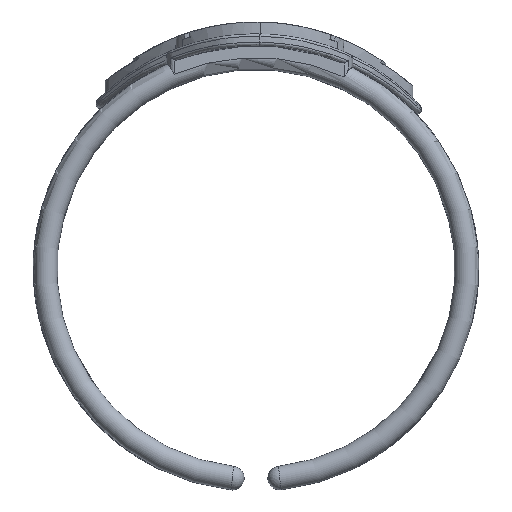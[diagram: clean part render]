
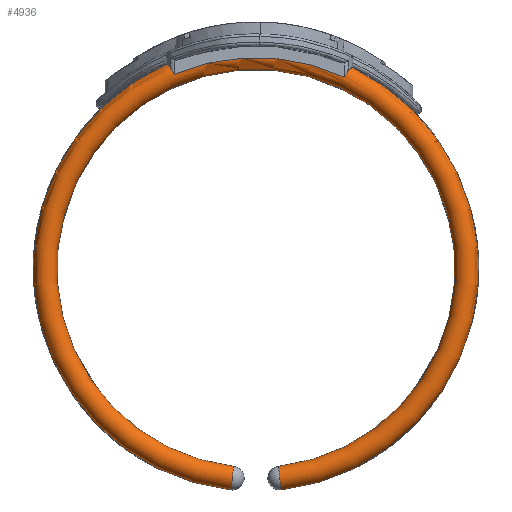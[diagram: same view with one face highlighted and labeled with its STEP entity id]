
A CAD part, front view. The second image highlights one B-rep face of the part: STEP entity #4936.
In plain terms, the highlighted toroidal (fillet/blend) face has major radius 8.875 mm and minor radius 0.5 mm.
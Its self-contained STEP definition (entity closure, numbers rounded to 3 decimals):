
#738=TOROIDAL_SURFACE('',#5268,8.875,0.5);
#815=FACE_OUTER_BOUND('',#1134,.T.);
#1134=EDGE_LOOP('',(#3254,#3255,#3256,#3257,#3258,#3259,#3260,#3261,#3262,
#3263,#3264));
#1486=B_SPLINE_CURVE_WITH_KNOTS('',3,(#7512,#7513,#7514,#7515,#7516,#7517,
#7518,#7519,#7520,#7521,#7522,#7523,#7524,#7525,#7526,#7527,#7528,#7529,
#7530,#7531,#7532,#7533,#7534,#7535,#7536),.UNSPECIFIED.,.F.,.F.,(4,3,3,
3,3,3,3,3,4),(-0.029,-0.029,-0.023,
-0.016,-0.015,-0.009,-0.004,
-0.001,0.),.UNSPECIFIED.);
#1487=B_SPLINE_CURVE_WITH_KNOTS('',3,(#7540,#7541,#7542,#7543,#7544,#7545,
#7546,#7547,#7548,#7549,#7550,#7551,#7552,#7553,#7554,#7555,#7556,#7557,
#7558,#7559,#7560,#7561),.UNSPECIFIED.,.F.,.F.,(4,3,3,3,3,3,3,4),(-0.029,
-0.024,-0.018,-0.015,-0.009,
-0.002,0.,0.),.UNSPECIFIED.);
#1488=B_SPLINE_CURVE_WITH_KNOTS('',3,(#7563,#7564,#7565,#7566,#7567,#7568,
#7569,#7570,#7571,#7572),.UNSPECIFIED.,.F.,.F.,(4,2,2,2,4),(-0.183,
-0.173,-0.156,-0.142,-0.137),
 .UNSPECIFIED.);
#1489=B_SPLINE_CURVE_WITH_KNOTS('',3,(#7585,#7586,#7587,#7588,#7589,#7590,
#7591,#7592),.UNSPECIFIED.,.F.,.F.,(4,2,2,4),(-0.19,-0.179,
-0.16,-0.144),.UNSPECIFIED.);
#1748=CIRCLE('',#5269,8.875);
#1749=CIRCLE('',#5270,9.375);
#1750=CIRCLE('',#5271,0.5);
#1751=CIRCLE('',#5272,8.375);
#1752=CIRCLE('',#5273,0.5);
#1753=CIRCLE('',#5274,0.5);
#1754=CIRCLE('',#5275,9.375);
#1940=VERTEX_POINT('',#7510);
#1941=VERTEX_POINT('',#7511);
#1942=VERTEX_POINT('',#7537);
#1943=VERTEX_POINT('',#7539);
#1944=VERTEX_POINT('',#7562);
#1945=VERTEX_POINT('',#7573);
#1946=VERTEX_POINT('',#7575);
#1947=VERTEX_POINT('',#7577);
#1948=VERTEX_POINT('',#7579);
#1949=VERTEX_POINT('',#7581);
#1950=VERTEX_POINT('',#7583);
#2438=EDGE_CURVE('',#1940,#1941,#1486,.T.);
#2439=EDGE_CURVE('',#1940,#1942,#1748,.T.);
#2440=EDGE_CURVE('',#1943,#1942,#1487,.T.);
#2441=EDGE_CURVE('',#1944,#1943,#1488,.T.);
#2442=EDGE_CURVE('',#1944,#1945,#1749,.T.);
#2443=EDGE_CURVE('',#1945,#1946,#1750,.T.);
#2444=EDGE_CURVE('',#1946,#1947,#1751,.T.);
#2445=EDGE_CURVE('',#1947,#1948,#1752,.T.);
#2446=EDGE_CURVE('',#1948,#1949,#1753,.T.);
#2447=EDGE_CURVE('',#1949,#1950,#1754,.T.);
#2448=EDGE_CURVE('',#1941,#1950,#1489,.T.);
#3254=ORIENTED_EDGE('',*,*,#2438,.F.);
#3255=ORIENTED_EDGE('',*,*,#2439,.T.);
#3256=ORIENTED_EDGE('',*,*,#2440,.F.);
#3257=ORIENTED_EDGE('',*,*,#2441,.F.);
#3258=ORIENTED_EDGE('',*,*,#2442,.T.);
#3259=ORIENTED_EDGE('',*,*,#2443,.T.);
#3260=ORIENTED_EDGE('',*,*,#2444,.T.);
#3261=ORIENTED_EDGE('',*,*,#2445,.T.);
#3262=ORIENTED_EDGE('',*,*,#2446,.T.);
#3263=ORIENTED_EDGE('',*,*,#2447,.T.);
#3264=ORIENTED_EDGE('',*,*,#2448,.F.);
#4936=ADVANCED_FACE('',(#815),#738,.T.);
#5268=AXIS2_PLACEMENT_3D('',#7509,#5765,#5766);
#5269=AXIS2_PLACEMENT_3D('',#7538,#5767,#5768);
#5270=AXIS2_PLACEMENT_3D('',#7574,#5769,#5770);
#5271=AXIS2_PLACEMENT_3D('',#7576,#5771,#5772);
#5272=AXIS2_PLACEMENT_3D('',#7578,#5773,#5774);
#5273=AXIS2_PLACEMENT_3D('',#7580,#5775,#5776);
#5274=AXIS2_PLACEMENT_3D('',#7582,#5777,#5778);
#5275=AXIS2_PLACEMENT_3D('',#7584,#5779,#5780);
#5765=DIRECTION('center_axis',(0.,1.,0.));
#5766=DIRECTION('ref_axis',(0.,0.,1.));
#5767=DIRECTION('center_axis',(0.,-1.,0.));
#5768=DIRECTION('ref_axis',(0.,0.,1.));
#5769=DIRECTION('center_axis',(0.,-1.,0.));
#5770=DIRECTION('ref_axis',(-0.992,0.,-0.13));
#5771=DIRECTION('center_axis',(-0.994,0.,0.113));
#5772=DIRECTION('ref_axis',(0.,-1.,0.));
#5773=DIRECTION('center_axis',(0.,1.,0.));
#5774=DIRECTION('ref_axis',(0.,0.,1.));
#5775=DIRECTION('center_axis',(0.994,0.,0.113));
#5776=DIRECTION('ref_axis',(0.,-1.,0.));
#5777=DIRECTION('center_axis',(0.994,0.,0.113));
#5778=DIRECTION('ref_axis',(0.,-1.,0.));
#5779=DIRECTION('center_axis',(0.,-1.,0.));
#5780=DIRECTION('ref_axis',(0.989,0.,-0.147));
#7509=CARTESIAN_POINT('Origin',(0.,-1.,0.));
#7510=CARTESIAN_POINT('',(3.705,-1.5,8.064));
#7511=CARTESIAN_POINT('',(3.87,-1.419,8.288));
#7512=CARTESIAN_POINT('Ctrl Pts',(3.705,-1.5,8.064));
#7513=CARTESIAN_POINT('Ctrl Pts',(3.706,-1.5,8.065));
#7514=CARTESIAN_POINT('Ctrl Pts',(3.706,-1.5,8.065));
#7515=CARTESIAN_POINT('Ctrl Pts',(3.706,-1.5,8.066));
#7516=CARTESIAN_POINT('Ctrl Pts',(3.72,-1.5,8.082));
#7517=CARTESIAN_POINT('Ctrl Pts',(3.733,-1.499,8.099));
#7518=CARTESIAN_POINT('Ctrl Pts',(3.746,-1.496,8.115));
#7519=CARTESIAN_POINT('Ctrl Pts',(3.759,-1.493,8.132));
#7520=CARTESIAN_POINT('Ctrl Pts',(3.772,-1.489,8.148));
#7521=CARTESIAN_POINT('Ctrl Pts',(3.784,-1.484,8.164));
#7522=CARTESIAN_POINT('Ctrl Pts',(3.787,-1.483,8.168));
#7523=CARTESIAN_POINT('Ctrl Pts',(3.79,-1.482,8.171));
#7524=CARTESIAN_POINT('Ctrl Pts',(3.793,-1.48,8.175));
#7525=CARTESIAN_POINT('Ctrl Pts',(3.804,-1.475,8.19));
#7526=CARTESIAN_POINT('Ctrl Pts',(3.814,-1.469,8.204));
#7527=CARTESIAN_POINT('Ctrl Pts',(3.825,-1.462,8.219));
#7528=CARTESIAN_POINT('Ctrl Pts',(3.834,-1.456,8.232));
#7529=CARTESIAN_POINT('Ctrl Pts',(3.843,-1.448,8.245));
#7530=CARTESIAN_POINT('Ctrl Pts',(3.851,-1.44,8.258));
#7531=CARTESIAN_POINT('Ctrl Pts',(3.857,-1.435,8.266));
#7532=CARTESIAN_POINT('Ctrl Pts',(3.862,-1.429,8.275));
#7533=CARTESIAN_POINT('Ctrl Pts',(3.867,-1.423,8.283));
#7534=CARTESIAN_POINT('Ctrl Pts',(3.868,-1.422,8.285));
#7535=CARTESIAN_POINT('Ctrl Pts',(3.869,-1.421,8.287));
#7536=CARTESIAN_POINT('Ctrl Pts',(3.87,-1.419,8.288));
#7537=CARTESIAN_POINT('',(-3.428,-1.5,8.186));
#7538=CARTESIAN_POINT('Origin',(0.,-1.5,0.));
#7539=CARTESIAN_POINT('',(-3.584,-1.419,8.416));
#7540=CARTESIAN_POINT('Ctrl Pts',(-3.584,-1.419,8.416));
#7541=CARTESIAN_POINT('Ctrl Pts',(-3.578,-1.429,8.403));
#7542=CARTESIAN_POINT('Ctrl Pts',(-3.57,-1.437,8.39));
#7543=CARTESIAN_POINT('Ctrl Pts',(-3.562,-1.445,8.377));
#7544=CARTESIAN_POINT('Ctrl Pts',(-3.554,-1.453,8.363));
#7545=CARTESIAN_POINT('Ctrl Pts',(-3.544,-1.461,8.348));
#7546=CARTESIAN_POINT('Ctrl Pts',(-3.535,-1.467,8.334));
#7547=CARTESIAN_POINT('Ctrl Pts',(-3.528,-1.471,8.325));
#7548=CARTESIAN_POINT('Ctrl Pts',(-3.522,-1.475,8.315));
#7549=CARTESIAN_POINT('Ctrl Pts',(-3.515,-1.478,8.306));
#7550=CARTESIAN_POINT('Ctrl Pts',(-3.504,-1.484,8.289));
#7551=CARTESIAN_POINT('Ctrl Pts',(-3.492,-1.489,8.273));
#7552=CARTESIAN_POINT('Ctrl Pts',(-3.48,-1.493,8.256));
#7553=CARTESIAN_POINT('Ctrl Pts',(-3.468,-1.496,8.239));
#7554=CARTESIAN_POINT('Ctrl Pts',(-3.455,-1.498,8.222));
#7555=CARTESIAN_POINT('Ctrl Pts',(-3.442,-1.499,8.205));
#7556=CARTESIAN_POINT('Ctrl Pts',(-3.438,-1.5,8.199));
#7557=CARTESIAN_POINT('Ctrl Pts',(-3.433,-1.5,8.193));
#7558=CARTESIAN_POINT('Ctrl Pts',(-3.429,-1.5,8.187));
#7559=CARTESIAN_POINT('Ctrl Pts',(-3.429,-1.5,8.187));
#7560=CARTESIAN_POINT('Ctrl Pts',(-3.428,-1.5,8.187));
#7561=CARTESIAN_POINT('Ctrl Pts',(-3.428,-1.5,8.186));
#7562=CARTESIAN_POINT('',(-3.766,-1.,8.585));
#7563=CARTESIAN_POINT('Ctrl Pts',(-3.766,-1.,
8.585));
#7564=CARTESIAN_POINT('Ctrl Pts',(-3.762,-1.038,8.587));
#7565=CARTESIAN_POINT('Ctrl Pts',(-3.754,-1.075,8.586));
#7566=CARTESIAN_POINT('Ctrl Pts',(-3.726,-1.173,8.574));
#7567=CARTESIAN_POINT('Ctrl Pts',(-3.701,-1.229,8.557));
#7568=CARTESIAN_POINT('Ctrl Pts',(-3.653,-1.317,8.514));
#7569=CARTESIAN_POINT('Ctrl Pts',(-3.63,-1.354,8.488));
#7570=CARTESIAN_POINT('Ctrl Pts',(-3.6,-1.398,8.443));
#7571=CARTESIAN_POINT('Ctrl Pts',(-3.592,-1.409,8.43));
#7572=CARTESIAN_POINT('Ctrl Pts',(-3.584,-1.419,8.416));
#7573=CARTESIAN_POINT('',(-1.056,-1.,-9.315));
#7574=CARTESIAN_POINT('Origin',(0.,-1.,0.));
#7575=CARTESIAN_POINT('',(-0.944,-1.,-8.322));
#7576=CARTESIAN_POINT('Origin',(-1.,-1.,-8.818));
#7577=CARTESIAN_POINT('',(0.944,-1.,-8.322));
#7578=CARTESIAN_POINT('Origin',(0.,-1.,0.));
#7579=CARTESIAN_POINT('',(1.052,-1.202,-9.273));
#7580=CARTESIAN_POINT('Origin',(1.,-1.,-8.818));
#7581=CARTESIAN_POINT('',(1.056,-1.,-9.315));
#7582=CARTESIAN_POINT('Origin',(1.,-1.,-8.818));
#7583=CARTESIAN_POINT('',(4.057,-1.,8.452));
#7584=CARTESIAN_POINT('Origin',(0.,-1.,0.));
#7585=CARTESIAN_POINT('Ctrl Pts',(3.87,-1.419,8.288));
#7586=CARTESIAN_POINT('Ctrl Pts',(3.886,-1.398,8.318));
#7587=CARTESIAN_POINT('Ctrl Pts',(3.905,-1.372,8.343));
#7588=CARTESIAN_POINT('Ctrl Pts',(3.955,-1.297,8.398));
#7589=CARTESIAN_POINT('Ctrl Pts',(3.986,-1.241,8.422));
#7590=CARTESIAN_POINT('Ctrl Pts',(4.034,-1.123,8.45));
#7591=CARTESIAN_POINT('Ctrl Pts',(4.05,-1.062,8.455));
#7592=CARTESIAN_POINT('Ctrl Pts',(4.057,-1.,8.452));
